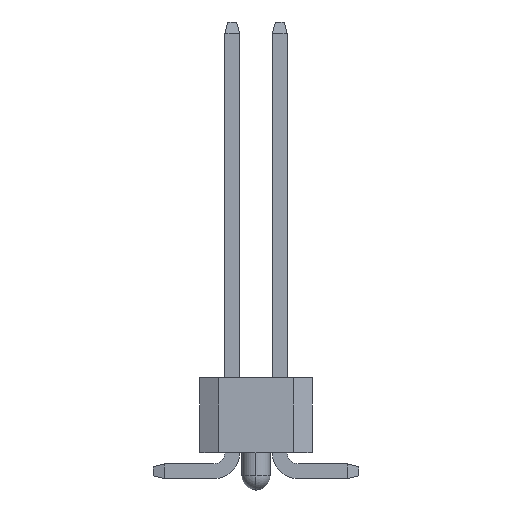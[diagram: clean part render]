
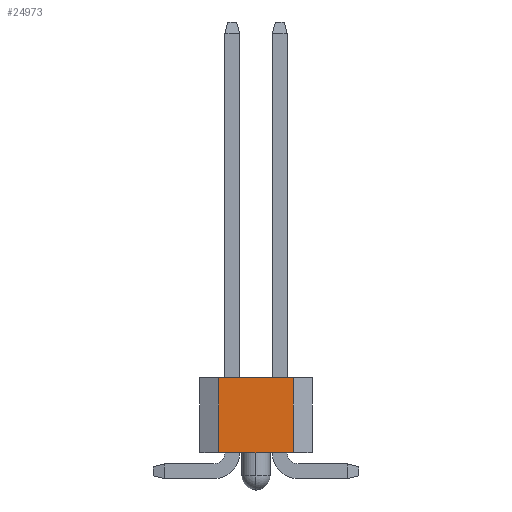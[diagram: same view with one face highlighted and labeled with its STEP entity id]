
A CAD part, left-side view. The second image highlights one B-rep face of the part: STEP entity #24973.
In plain terms, the highlighted planar face has unit normal (-1, 0, 0).
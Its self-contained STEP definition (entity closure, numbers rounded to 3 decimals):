
#912 = CARTESIAN_POINT ( 'NONE',  ( -8.89, -1.5, 2. ) ) ;
#1816 = AXIS2_PLACEMENT_3D ( 'NONE', #912, #13939, #13445 ) ;
#2034 = VECTOR ( 'NONE', #7840, 1000. ) ;
#2148 = CARTESIAN_POINT ( 'NONE',  ( -8.89, -1., 2. ) ) ;
#2783 = VECTOR ( 'NONE', #18717, 1000. ) ;
#3907 = FACE_OUTER_BOUND ( 'NONE', #16485, .T. ) ;
#4041 = CARTESIAN_POINT ( 'NONE',  ( -8.89, 1., 0. ) ) ;
#6840 = VERTEX_POINT ( 'NONE', #2148 ) ;
#7840 = DIRECTION ( 'NONE',  ( 0., 0., 1. ) ) ;
#7991 = LINE ( 'NONE', #30798, #2034 ) ;
#8157 = DIRECTION ( 'NONE',  ( 0., -1., 0. ) ) ;
#8381 = VERTEX_POINT ( 'NONE', #10972 ) ;
#8579 = ORIENTED_EDGE ( 'NONE', *, *, #24436, .T. ) ;
#8667 = CARTESIAN_POINT ( 'NONE',  ( -8.89, -1.5, 0. ) ) ;
#10435 = DIRECTION ( 'NONE',  ( 0., 0., 1. ) ) ;
#10972 = CARTESIAN_POINT ( 'NONE',  ( -8.89, -1., 0. ) ) ;
#11018 = LINE ( 'NONE', #8667, #2783 ) ;
#11949 = ORIENTED_EDGE ( 'NONE', *, *, #32249, .F. ) ;
#13013 = VECTOR ( 'NONE', #10435, 1000. ) ;
#13104 = CARTESIAN_POINT ( 'NONE',  ( -8.89, -1., -0.5 ) ) ;
#13445 = DIRECTION ( 'NONE',  ( 0., 0., -1. ) ) ;
#13769 = ORIENTED_EDGE ( 'NONE', *, *, #20775, .F. ) ;
#13839 = VERTEX_POINT ( 'NONE', #4041 ) ;
#13939 = DIRECTION ( 'NONE',  ( 1., 0., 0. ) ) ;
#15942 = LINE ( 'NONE', #13104, #13013 ) ;
#16469 = PLANE ( 'NONE',  #1816 ) ;
#16485 = EDGE_LOOP ( 'NONE', ( #24000, #8579, #11949, #13769 ) ) ;
#18074 = EDGE_CURVE ( 'NONE', #13839, #8381, #11018, .T. ) ;
#18717 = DIRECTION ( 'NONE',  ( 0., -1., 0. ) ) ;
#19502 = CARTESIAN_POINT ( 'NONE',  ( -8.89, 1., 2. ) ) ;
#20775 = EDGE_CURVE ( 'NONE', #13839, #23213, #7991, .T. ) ;
#23213 = VERTEX_POINT ( 'NONE', #19502 ) ;
#23395 = CARTESIAN_POINT ( 'NONE',  ( -8.89, -1.5, 2. ) ) ;
#23634 = VECTOR ( 'NONE', #8157, 1000. ) ;
#24000 = ORIENTED_EDGE ( 'NONE', *, *, #18074, .T. ) ;
#24436 = EDGE_CURVE ( 'NONE', #8381, #6840, #15942, .T. ) ;
#24973 = ADVANCED_FACE ( 'NONE', ( #3907 ), #16469, .F. ) ;
#25588 = LINE ( 'NONE', #23395, #23634 ) ;
#30798 = CARTESIAN_POINT ( 'NONE',  ( -8.89, 1., -0.5 ) ) ;
#32249 = EDGE_CURVE ( 'NONE', #23213, #6840, #25588, .T. ) ;
